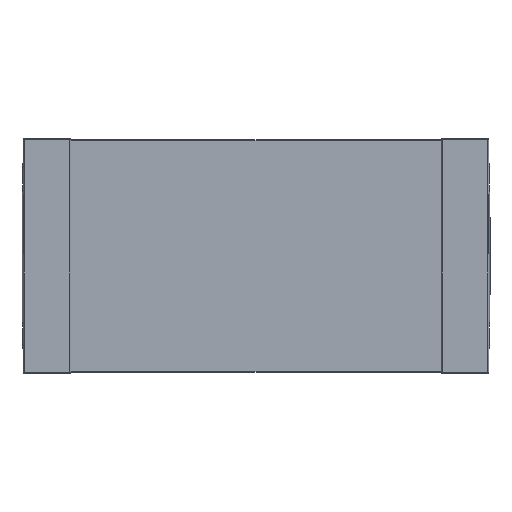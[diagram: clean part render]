
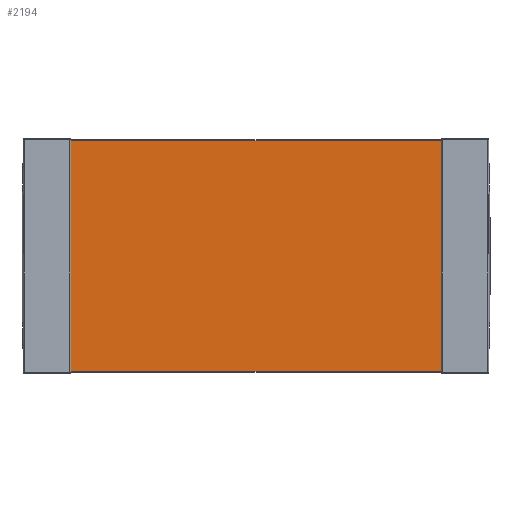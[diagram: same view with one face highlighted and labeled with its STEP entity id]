
A CAD part, top view. The second image highlights one B-rep face of the part: STEP entity #2194.
In plain terms, the highlighted planar face has unit normal (0, 0, 1).
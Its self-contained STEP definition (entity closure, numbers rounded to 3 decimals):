
#49 = CARTESIAN_POINT ( 'NONE',  ( 2.55, -1.587, 0.6 ) ) ;
#127 = CARTESIAN_POINT ( 'NONE',  ( -2.55, 1.587, 0.6 ) ) ;
#133 = DIRECTION ( 'NONE',  ( 0., 0., 1. ) ) ;
#187 = CARTESIAN_POINT ( 'NONE',  ( 2.55, -1.6, 0.6 ) ) ;
#211 = VECTOR ( 'NONE', #952, 1000. ) ;
#300 = ORIENTED_EDGE ( 'NONE', *, *, #1155, .T. ) ;
#301 = CARTESIAN_POINT ( 'NONE',  ( 2.55, 1.588, 0.6 ) ) ;
#311 = PLANE ( 'NONE',  #337 ) ;
#337 = AXIS2_PLACEMENT_3D ( 'NONE', #1355, #133, #813 ) ;
#342 = LINE ( 'NONE', #1720, #1409 ) ;
#376 = VERTEX_POINT ( 'NONE', #127 ) ;
#381 = DIRECTION ( 'NONE',  ( 0., 1., 0. ) ) ;
#391 = LINE ( 'NONE', #187, #864 ) ;
#624 = ORIENTED_EDGE ( 'NONE', *, *, #1362, .T. ) ;
#671 = EDGE_CURVE ( 'NONE', #2069, #376, #342, .T. ) ;
#813 = DIRECTION ( 'NONE',  ( 1., 0., 0. ) ) ;
#843 = DIRECTION ( 'NONE',  ( -1., 0., 0. ) ) ;
#864 = VECTOR ( 'NONE', #381, 1000. ) ;
#901 = LINE ( 'NONE', #2158, #2245 ) ;
#913 = DIRECTION ( 'NONE',  ( 0., -1., 0. ) ) ;
#928 = LINE ( 'NONE', #49, #211 ) ;
#952 = DIRECTION ( 'NONE',  ( 1., 0., 0. ) ) ;
#1155 = EDGE_CURVE ( 'NONE', #1537, #1178, #928, .T. ) ;
#1178 = VERTEX_POINT ( 'NONE', #1777 ) ;
#1355 = CARTESIAN_POINT ( 'NONE',  ( 0., 0., 0.6 ) ) ;
#1362 = EDGE_CURVE ( 'NONE', #376, #1537, #901, .T. ) ;
#1409 = VECTOR ( 'NONE', #843, 1000. ) ;
#1477 = ORIENTED_EDGE ( 'NONE', *, *, #2125, .T. ) ;
#1529 = FACE_OUTER_BOUND ( 'NONE', #1920, .T. ) ;
#1537 = VERTEX_POINT ( 'NONE', #1575 ) ;
#1575 = CARTESIAN_POINT ( 'NONE',  ( -2.55, -1.588, 0.6 ) ) ;
#1720 = CARTESIAN_POINT ( 'NONE',  ( -2.55, 1.587, 0.6 ) ) ;
#1777 = CARTESIAN_POINT ( 'NONE',  ( 2.55, -1.587, 0.6 ) ) ;
#1920 = EDGE_LOOP ( 'NONE', ( #624, #300, #1477, #1932 ) ) ;
#1932 = ORIENTED_EDGE ( 'NONE', *, *, #671, .T. ) ;
#2069 = VERTEX_POINT ( 'NONE', #301 ) ;
#2125 = EDGE_CURVE ( 'NONE', #1178, #2069, #391, .T. ) ;
#2158 = CARTESIAN_POINT ( 'NONE',  ( -2.55, -1.6, 0.6 ) ) ;
#2194 = ADVANCED_FACE ( 'NONE', ( #1529 ), #311, .T. ) ;
#2245 = VECTOR ( 'NONE', #913, 1000. ) ;
